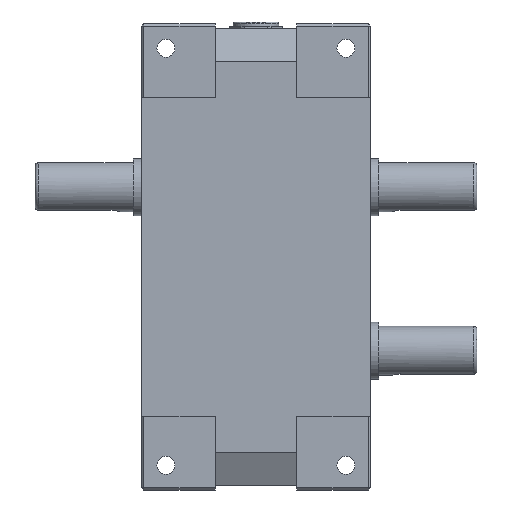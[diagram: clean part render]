
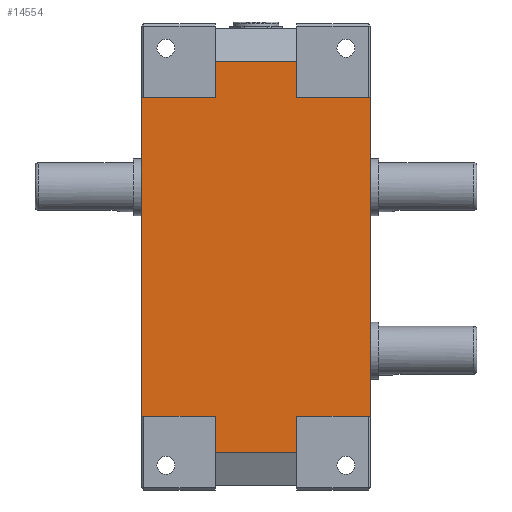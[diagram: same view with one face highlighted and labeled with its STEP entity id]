
A CAD part, front view. The second image highlights one B-rep face of the part: STEP entity #14554.
In plain terms, the highlighted planar face has unit normal (0, -1, 0).
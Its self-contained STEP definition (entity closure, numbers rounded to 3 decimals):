
#269 = LINE ( 'NONE', #2909, #12341 ) ;
#284 = VERTEX_POINT ( 'NONE', #18878 ) ;
#419 = FACE_OUTER_BOUND ( 'NONE', #15527, .T. ) ;
#469 = CARTESIAN_POINT ( 'NONE',  ( -70., -97., -140. ) ) ;
#1160 = ORIENTED_EDGE ( 'NONE', *, *, #21189, .T. ) ;
#1299 = DIRECTION ( 'NONE',  ( 0., 0., 1. ) ) ;
#1378 = VERTEX_POINT ( 'NONE', #7441 ) ;
#1786 = VECTOR ( 'NONE', #11153, 1000. ) ;
#1938 = VERTEX_POINT ( 'NONE', #19249 ) ;
#1991 = EDGE_CURVE ( 'NONE', #20835, #6772, #13101, .T. ) ;
#2115 = ORIENTED_EDGE ( 'NONE', *, *, #16294, .T. ) ;
#2149 = CARTESIAN_POINT ( 'NONE',  ( 25., -97., -162. ) ) ;
#2421 = LINE ( 'NONE', #8188, #11997 ) ;
#2909 = CARTESIAN_POINT ( 'NONE',  ( -70., -97., 55. ) ) ;
#3325 = EDGE_CURVE ( 'NONE', #284, #19542, #4976, .T. ) ;
#3437 = VERTEX_POINT ( 'NONE', #12838 ) ;
#3727 = VERTEX_POINT ( 'NONE', #13611 ) ;
#3733 = CARTESIAN_POINT ( 'NONE',  ( -70., -97., 77. ) ) ;
#3772 = EDGE_CURVE ( 'NONE', #19542, #13710, #19545, .T. ) ;
#4114 = ORIENTED_EDGE ( 'NONE', *, *, #1991, .T. ) ;
#4459 = DIRECTION ( 'NONE',  ( 1., 0., 0. ) ) ;
#4860 = CARTESIAN_POINT ( 'NONE',  ( 70., -97., 55. ) ) ;
#4976 = LINE ( 'NONE', #8451, #13567 ) ;
#5249 = ORIENTED_EDGE ( 'NONE', *, *, #9254, .F. ) ;
#5306 = VERTEX_POINT ( 'NONE', #21626 ) ;
#5504 = DIRECTION ( 'NONE',  ( -1., 0., 0. ) ) ;
#5682 = DIRECTION ( 'NONE',  ( 0., 1., 0. ) ) ;
#6104 = ORIENTED_EDGE ( 'NONE', *, *, #16045, .T. ) ;
#6454 = CARTESIAN_POINT ( 'NONE',  ( -25., -97., -185. ) ) ;
#6663 = VECTOR ( 'NONE', #12776, 1000. ) ;
#6772 = VERTEX_POINT ( 'NONE', #4860 ) ;
#7398 = CARTESIAN_POINT ( 'NONE',  ( 25., -97., -185. ) ) ;
#7441 = CARTESIAN_POINT ( 'NONE',  ( 25., -97., 77. ) ) ;
#7606 = ORIENTED_EDGE ( 'NONE', *, *, #3325, .F. ) ;
#8002 = VERTEX_POINT ( 'NONE', #21294 ) ;
#8188 = CARTESIAN_POINT ( 'NONE',  ( -25., -97., -185. ) ) ;
#8451 = CARTESIAN_POINT ( 'NONE',  ( -70., -97., 55. ) ) ;
#8811 = LINE ( 'NONE', #17413, #18217 ) ;
#9236 = CARTESIAN_POINT ( 'NONE',  ( -25., -97., 55. ) ) ;
#9254 = EDGE_CURVE ( 'NONE', #8002, #3727, #20690, .T. ) ;
#10333 = VECTOR ( 'NONE', #12460, 1000. ) ;
#10346 = LINE ( 'NONE', #7398, #1786 ) ;
#10792 = VECTOR ( 'NONE', #5504, 1000. ) ;
#11153 = DIRECTION ( 'NONE',  ( 0., 0., 1. ) ) ;
#11541 = DIRECTION ( 'NONE',  ( 1., 0., 0. ) ) ;
#11997 = VECTOR ( 'NONE', #20205, 1000. ) ;
#12165 = VECTOR ( 'NONE', #21886, 1000. ) ;
#12272 = VECTOR ( 'NONE', #21523, 1000. ) ;
#12341 = VECTOR ( 'NONE', #4459, 1000. ) ;
#12404 = ORIENTED_EDGE ( 'NONE', *, *, #3772, .F. ) ;
#12460 = DIRECTION ( 'NONE',  ( 1., 0., 0. ) ) ;
#12776 = DIRECTION ( 'NONE',  ( 1., 0., 0. ) ) ;
#12838 = CARTESIAN_POINT ( 'NONE',  ( 25., -97., -140. ) ) ;
#13071 = LINE ( 'NONE', #469, #10333 ) ;
#13101 = LINE ( 'NONE', #16126, #12272 ) ;
#13210 = LINE ( 'NONE', #21816, #21229 ) ;
#13567 = VECTOR ( 'NONE', #15981, 1000. ) ;
#13611 = CARTESIAN_POINT ( 'NONE',  ( -25., -97., -140. ) ) ;
#13710 = VERTEX_POINT ( 'NONE', #9236 ) ;
#13715 = ORIENTED_EDGE ( 'NONE', *, *, #19267, .T. ) ;
#14094 = PLANE ( 'NONE',  #21853 ) ;
#14190 = CARTESIAN_POINT ( 'NONE',  ( 70., -97., -140. ) ) ;
#14205 = EDGE_CURVE ( 'NONE', #284, #3727, #13071, .T. ) ;
#14554 = ADVANCED_FACE ( 'NONE', ( #419 ), #14094, .F. ) ;
#14570 = CARTESIAN_POINT ( 'NONE',  ( -70., -97., 55. ) ) ;
#14662 = ORIENTED_EDGE ( 'NONE', *, *, #18716, .T. ) ;
#15077 = VECTOR ( 'NONE', #1299, 1000. ) ;
#15163 = CARTESIAN_POINT ( 'NONE',  ( -70., -97., 55. ) ) ;
#15527 = EDGE_LOOP ( 'NONE', ( #1160, #2115, #19471, #12404, #7606, #18986, #5249, #13715, #6104, #14662, #4114, #20487 ) ) ;
#15974 = CARTESIAN_POINT ( 'NONE',  ( -70., -97., 55. ) ) ;
#15981 = DIRECTION ( 'NONE',  ( 0., 0., 1. ) ) ;
#16045 = EDGE_CURVE ( 'NONE', #21847, #3437, #18849, .T. ) ;
#16126 = CARTESIAN_POINT ( 'NONE',  ( 70., -97., 55. ) ) ;
#16294 = EDGE_CURVE ( 'NONE', #1378, #1938, #17770, .T. ) ;
#17413 = CARTESIAN_POINT ( 'NONE',  ( -70., -97., -162. ) ) ;
#17488 = DIRECTION ( 'NONE',  ( 1., 0., 0. ) ) ;
#17770 = LINE ( 'NONE', #3733, #10792 ) ;
#18217 = VECTOR ( 'NONE', #17488, 1000. ) ;
#18344 = CARTESIAN_POINT ( 'NONE',  ( 25., -97., -185. ) ) ;
#18716 = EDGE_CURVE ( 'NONE', #3437, #20835, #13210, .T. ) ;
#18849 = LINE ( 'NONE', #18344, #12165 ) ;
#18878 = CARTESIAN_POINT ( 'NONE',  ( -70., -97., -140. ) ) ;
#18986 = ORIENTED_EDGE ( 'NONE', *, *, #14205, .T. ) ;
#19249 = CARTESIAN_POINT ( 'NONE',  ( -25., -97., 77. ) ) ;
#19267 = EDGE_CURVE ( 'NONE', #8002, #21847, #8811, .T. ) ;
#19437 = EDGE_CURVE ( 'NONE', #5306, #6772, #269, .T. ) ;
#19471 = ORIENTED_EDGE ( 'NONE', *, *, #20607, .F. ) ;
#19542 = VERTEX_POINT ( 'NONE', #15163 ) ;
#19545 = LINE ( 'NONE', #14570, #6663 ) ;
#20205 = DIRECTION ( 'NONE',  ( 0., 0., 1. ) ) ;
#20487 = ORIENTED_EDGE ( 'NONE', *, *, #19437, .F. ) ;
#20607 = EDGE_CURVE ( 'NONE', #13710, #1938, #2421, .T. ) ;
#20690 = LINE ( 'NONE', #6454, #15077 ) ;
#20835 = VERTEX_POINT ( 'NONE', #14190 ) ;
#20837 = DIRECTION ( 'NONE',  ( 1., 0., 0. ) ) ;
#21189 = EDGE_CURVE ( 'NONE', #5306, #1378, #10346, .T. ) ;
#21229 = VECTOR ( 'NONE', #11541, 1000. ) ;
#21294 = CARTESIAN_POINT ( 'NONE',  ( -25., -97., -162. ) ) ;
#21523 = DIRECTION ( 'NONE',  ( 0., 0., 1. ) ) ;
#21626 = CARTESIAN_POINT ( 'NONE',  ( 25., -97., 55. ) ) ;
#21816 = CARTESIAN_POINT ( 'NONE',  ( -70., -97., -140. ) ) ;
#21847 = VERTEX_POINT ( 'NONE', #2149 ) ;
#21853 = AXIS2_PLACEMENT_3D ( 'NONE', #15974, #5682, #20837 ) ;
#21886 = DIRECTION ( 'NONE',  ( 0., 0., 1. ) ) ;
